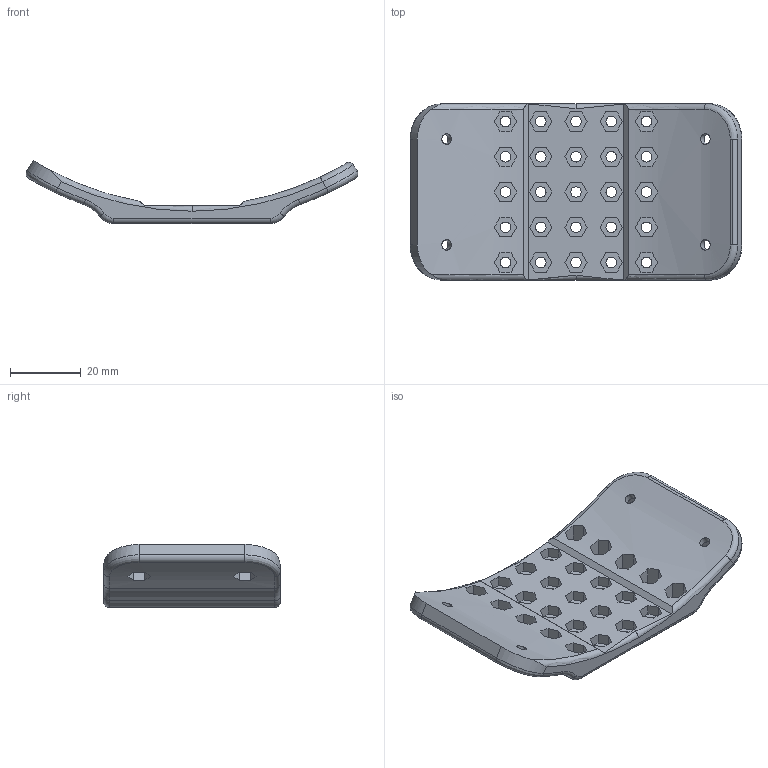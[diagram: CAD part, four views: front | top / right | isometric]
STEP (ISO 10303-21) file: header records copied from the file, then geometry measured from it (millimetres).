
FILE_DESCRIPTION (( 'STEP AP214' ), '1' );
FILE_NAME ('賑輸R70.ST', '2024-11-26T10:45:58', ( '' ), ( '' ), 'SwSTEP 2.0', 'SolidWorks 2024', '' );
FILE_SCHEMA (( 'AUTOMOTIVE_DESIGN' ));
Length unit declared in the file: millimetre
Products named in the file (1): 滑块R70
Bounding box: 94.14 x 50 x 17.89 mm (x, y, z)
Volume: 23259.4 mm3; surface area: 13193.2 mm2
Topology: 1 solids, 1 shells, 309 faces, 810 edges, 532 vertices
Faces by surface type: plane 211, cylinder 76, torus 16, bspline 6
Entity records: 10751 total; most frequent: CARTESIAN_POINT 3060, ORIENTED_EDGE 1620, DIRECTION 1518, EDGE_CURVE 810, LINE 534, VECTOR 534, VERTEX_POINT 532, AXIS2_PLACEMENT_3D 492
